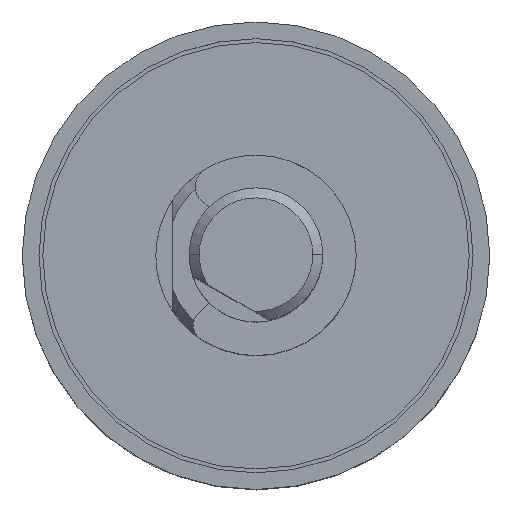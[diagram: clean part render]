
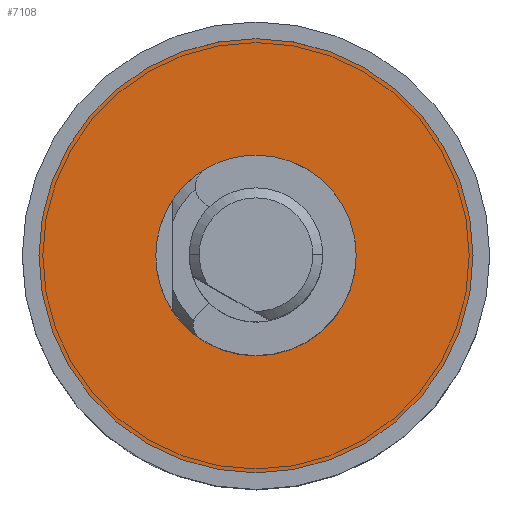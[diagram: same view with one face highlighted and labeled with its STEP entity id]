
A CAD part, top view. The second image highlights one B-rep face of the part: STEP entity #7108.
In plain terms, the highlighted planar face has unit normal (0, 0, 1).
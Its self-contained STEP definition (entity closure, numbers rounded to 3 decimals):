
#19 = EDGE_CURVE ( 'NONE', #1293, #7065, #2809, .T. ) ;
#504 = AXIS2_PLACEMENT_3D ( 'NONE', #3593, #11900, #8265 ) ;
#589 = AXIS2_PLACEMENT_3D ( 'NONE', #3258, #4215, #10739 ) ;
#1080 = FACE_OUTER_BOUND ( 'NONE', #7746, .T. ) ;
#1293 = VERTEX_POINT ( 'NONE', #3545 ) ;
#1493 = EDGE_CURVE ( 'NONE', #10045, #10907, #3506, .T. ) ;
#1567 = DIRECTION ( 'NONE',  ( 1., 0., 0. ) ) ;
#2049 = DIRECTION ( 'NONE',  ( -1., 0., 0. ) ) ;
#2432 = ORIENTED_EDGE ( 'NONE', *, *, #9112, .T. ) ;
#2809 = CIRCLE ( 'NONE', #10439, 6.5 ) ;
#2948 = CARTESIAN_POINT ( 'NONE',  ( 0., 0., 0.5 ) ) ;
#3258 = CARTESIAN_POINT ( 'NONE',  ( 0., 0., 0.5 ) ) ;
#3285 = EDGE_LOOP ( 'NONE', ( #5695, #2432 ) ) ;
#3434 = AXIS2_PLACEMENT_3D ( 'NONE', #4834, #5756, #2049 ) ;
#3506 = CIRCLE ( 'NONE', #3434, 3. ) ;
#3545 = CARTESIAN_POINT ( 'NONE',  ( 6.5, 0., 0.5 ) ) ;
#3593 = CARTESIAN_POINT ( 'NONE',  ( 3., 0., 0.5 ) ) ;
#4215 = DIRECTION ( 'NONE',  ( 0., 0., -1. ) ) ;
#4406 = PLANE ( 'NONE',  #504 ) ;
#4668 = CARTESIAN_POINT ( 'NONE',  ( 3., 0., 0.5 ) ) ;
#4834 = CARTESIAN_POINT ( 'NONE',  ( 0., 0., 0.5 ) ) ;
#5695 = ORIENTED_EDGE ( 'NONE', *, *, #1493, .T. ) ;
#5756 = DIRECTION ( 'NONE',  ( 0., 0., -1. ) ) ;
#6796 = CARTESIAN_POINT ( 'NONE',  ( -3., 0., 0.5 ) ) ;
#6869 = CIRCLE ( 'NONE', #9163, 6.5 ) ;
#6999 = ORIENTED_EDGE ( 'NONE', *, *, #19, .T. ) ;
#7065 = VERTEX_POINT ( 'NONE', #8240 ) ;
#7108 = ADVANCED_FACE ( 'NONE', ( #7479, #1080 ), #4406, .T. ) ;
#7479 = FACE_BOUND ( 'NONE', #3285, .T. ) ;
#7621 = DIRECTION ( 'NONE',  ( 1., 0., 0. ) ) ;
#7746 = EDGE_LOOP ( 'NONE', ( #6999, #11500 ) ) ;
#8225 = EDGE_CURVE ( 'NONE', #7065, #1293, #6869, .T. ) ;
#8240 = CARTESIAN_POINT ( 'NONE',  ( -6.5, 0., 0.5 ) ) ;
#8265 = DIRECTION ( 'NONE',  ( 1., 0., 0. ) ) ;
#9112 = EDGE_CURVE ( 'NONE', #10907, #10045, #11822, .T. ) ;
#9163 = AXIS2_PLACEMENT_3D ( 'NONE', #10675, #9976, #1567 ) ;
#9976 = DIRECTION ( 'NONE',  ( 0., 0., 1. ) ) ;
#10045 = VERTEX_POINT ( 'NONE', #6796 ) ;
#10439 = AXIS2_PLACEMENT_3D ( 'NONE', #2948, #11208, #7621 ) ;
#10675 = CARTESIAN_POINT ( 'NONE',  ( 0., 0., 0.5 ) ) ;
#10739 = DIRECTION ( 'NONE',  ( -1., 0., 0. ) ) ;
#10907 = VERTEX_POINT ( 'NONE', #4668 ) ;
#11208 = DIRECTION ( 'NONE',  ( 0., 0., 1. ) ) ;
#11500 = ORIENTED_EDGE ( 'NONE', *, *, #8225, .T. ) ;
#11822 = CIRCLE ( 'NONE', #589, 3. ) ;
#11900 = DIRECTION ( 'NONE',  ( 0., 0., 1. ) ) ;
